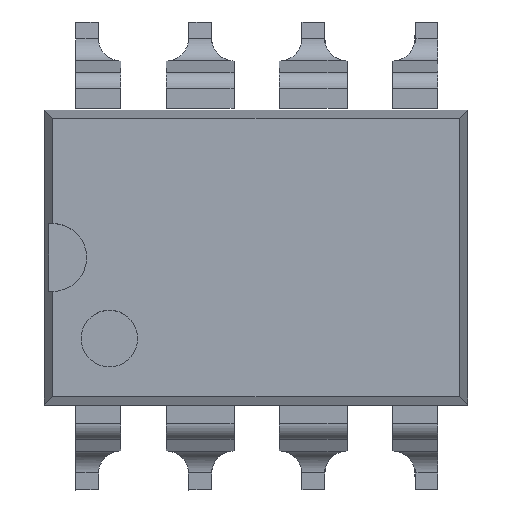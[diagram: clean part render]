
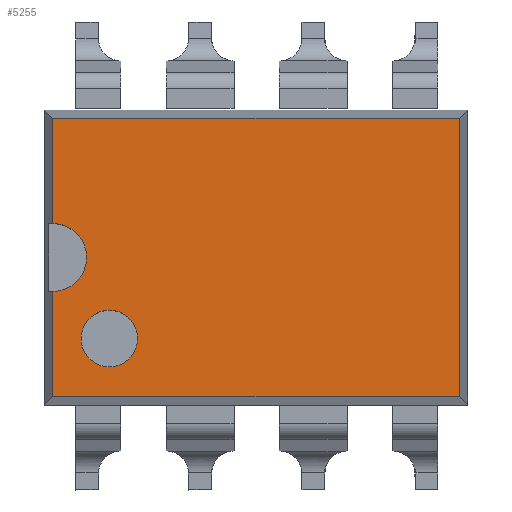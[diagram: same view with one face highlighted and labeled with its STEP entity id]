
A CAD part, top view. The second image highlights one B-rep face of the part: STEP entity #5255.
In plain terms, the highlighted planar face has unit normal (0, 0, 1).
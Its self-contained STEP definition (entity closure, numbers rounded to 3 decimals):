
#74 = LINE ( 'NONE', #4305, #2084 ) ;
#188 = ORIENTED_EDGE ( 'NONE', *, *, #2033, .F. ) ;
#271 = DIRECTION ( 'NONE',  ( -1., 0., 0. ) ) ;
#312 = LINE ( 'NONE', #2766, #5480 ) ;
#313 = CARTESIAN_POINT ( 'NONE',  ( 25.611, 50.172, 1.777 ) ) ;
#367 = DIRECTION ( 'NONE',  ( -1., 0., 0. ) ) ;
#432 = CARTESIAN_POINT ( 'NONE',  ( 16.485, 52.533, 1.777 ) ) ;
#542 = VERTEX_POINT ( 'NONE', #6900 ) ;
#593 = VERTEX_POINT ( 'NONE', #2601 ) ;
#595 = DIRECTION ( 'NONE',  ( 1., 0., 0. ) ) ;
#666 = VERTEX_POINT ( 'NONE', #313 ) ;
#740 = DIRECTION ( 'NONE',  ( 0., 1., 0. ) ) ;
#824 = CARTESIAN_POINT ( 'NONE',  ( 16.485, 53.295, 1.777 ) ) ;
#1171 = VERTEX_POINT ( 'NONE', #3649 ) ;
#1301 = EDGE_CURVE ( 'NONE', #1171, #593, #4550, .T. ) ;
#1304 = EDGE_LOOP ( 'NONE', ( #2876, #2241, #4807, #188, #1697, #5216 ) ) ;
#1618 = CARTESIAN_POINT ( 'NONE',  ( 17.755, 51.475, 1.777 ) ) ;
#1697 = ORIENTED_EDGE ( 'NONE', *, *, #4350, .F. ) ;
#1710 = AXIS2_PLACEMENT_3D ( 'NONE', #7661, #3417, #7782 ) ;
#2033 = EDGE_CURVE ( 'NONE', #5580, #6676, #5662, .T. ) ;
#2084 = VECTOR ( 'NONE', #595, 1000. ) ;
#2241 = ORIENTED_EDGE ( 'NONE', *, *, #2365, .F. ) ;
#2365 = EDGE_CURVE ( 'NONE', #542, #666, #5954, .T. ) ;
#2506 = DIRECTION ( 'NONE',  ( 0., 0., 1. ) ) ;
#2556 = EDGE_LOOP ( 'NONE', ( #3533, #4437 ) ) ;
#2601 = CARTESIAN_POINT ( 'NONE',  ( 17.12, 51.475, 1.777 ) ) ;
#2624 = DIRECTION ( 'NONE',  ( 0., 1., 0. ) ) ;
#2669 = EDGE_CURVE ( 'NONE', #593, #1171, #3534, .T. ) ;
#2766 = CARTESIAN_POINT ( 'NONE',  ( 21.048, 50.172, 1.777 ) ) ;
#2841 = CARTESIAN_POINT ( 'NONE',  ( 25.611, 53.295, 1.777 ) ) ;
#2876 = ORIENTED_EDGE ( 'NONE', *, *, #6225, .F. ) ;
#3188 = EDGE_CURVE ( 'NONE', #6676, #542, #74, .T. ) ;
#3383 = VECTOR ( 'NONE', #2624, 1000. ) ;
#3403 = EDGE_CURVE ( 'NONE', #6765, #4678, #4394, .T. ) ;
#3417 = DIRECTION ( 'NONE',  ( 0., 0., -1. ) ) ;
#3533 = ORIENTED_EDGE ( 'NONE', *, *, #2669, .F. ) ;
#3534 = CIRCLE ( 'NONE', #6933, 0.635 ) ;
#3597 = CARTESIAN_POINT ( 'NONE',  ( 16.485, 56.418, 1.777 ) ) ;
#3611 = DIRECTION ( 'NONE',  ( -1., 0., 0. ) ) ;
#3649 = CARTESIAN_POINT ( 'NONE',  ( 18.39, 51.475, 1.777 ) ) ;
#4142 = DIRECTION ( 'NONE',  ( 0., -1., 0. ) ) ;
#4305 = CARTESIAN_POINT ( 'NONE',  ( 21.048, 56.418, 1.777 ) ) ;
#4350 = EDGE_CURVE ( 'NONE', #4678, #5580, #6375, .T. ) ;
#4373 = CARTESIAN_POINT ( 'NONE',  ( 16.485, 53.295, 1.777 ) ) ;
#4394 = LINE ( 'NONE', #5532, #5547 ) ;
#4437 = ORIENTED_EDGE ( 'NONE', *, *, #1301, .F. ) ;
#4550 = CIRCLE ( 'NONE', #6418, 0.635 ) ;
#4645 = CARTESIAN_POINT ( 'NONE',  ( 16.485, 54.057, 1.777 ) ) ;
#4678 = VERTEX_POINT ( 'NONE', #432 ) ;
#4807 = ORIENTED_EDGE ( 'NONE', *, *, #3188, .F. ) ;
#4864 = CARTESIAN_POINT ( 'NONE',  ( 16.485, 50.172, 1.777 ) ) ;
#5205 = FACE_OUTER_BOUND ( 'NONE', #1304, .T. ) ;
#5216 = ORIENTED_EDGE ( 'NONE', *, *, #3403, .F. ) ;
#5255 = ADVANCED_FACE ( 'NONE', ( #5205, #6313 ), #6899, .F. ) ;
#5480 = VECTOR ( 'NONE', #271, 1000. ) ;
#5532 = CARTESIAN_POINT ( 'NONE',  ( 16.485, 53.295, 1.777 ) ) ;
#5547 = VECTOR ( 'NONE', #740, 1000. ) ;
#5580 = VERTEX_POINT ( 'NONE', #4645 ) ;
#5662 = LINE ( 'NONE', #824, #3383 ) ;
#5906 = DIRECTION ( 'NONE',  ( 0., 0., 1. ) ) ;
#5954 = LINE ( 'NONE', #2841, #7700 ) ;
#6225 = EDGE_CURVE ( 'NONE', #666, #6765, #312, .T. ) ;
#6313 = FACE_BOUND ( 'NONE', #2556, .T. ) ;
#6375 = CIRCLE ( 'NONE', #7260, 0.762 ) ;
#6418 = AXIS2_PLACEMENT_3D ( 'NONE', #7531, #6993, #367 ) ;
#6485 = DIRECTION ( 'NONE',  ( -1., 0., 0. ) ) ;
#6676 = VERTEX_POINT ( 'NONE', #3597 ) ;
#6765 = VERTEX_POINT ( 'NONE', #4864 ) ;
#6899 = PLANE ( 'NONE',  #1710 ) ;
#6900 = CARTESIAN_POINT ( 'NONE',  ( 25.611, 56.418, 1.777 ) ) ;
#6933 = AXIS2_PLACEMENT_3D ( 'NONE', #1618, #5906, #6485 ) ;
#6993 = DIRECTION ( 'NONE',  ( 0., 0., 1. ) ) ;
#7260 = AXIS2_PLACEMENT_3D ( 'NONE', #4373, #2506, #3611 ) ;
#7531 = CARTESIAN_POINT ( 'NONE',  ( 17.755, 51.475, 1.777 ) ) ;
#7661 = CARTESIAN_POINT ( 'NONE',  ( 25.611, 50.172, 1.777 ) ) ;
#7700 = VECTOR ( 'NONE', #4142, 1000. ) ;
#7782 = DIRECTION ( 'NONE',  ( -1., 0., 0. ) ) ;
